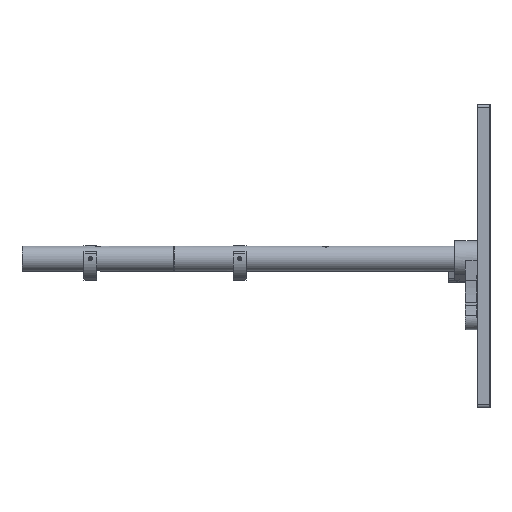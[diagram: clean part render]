
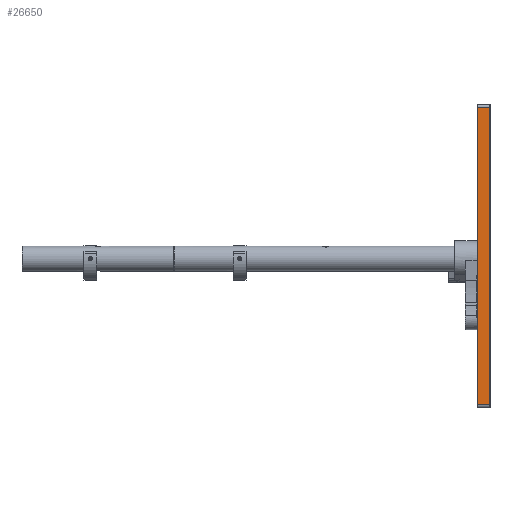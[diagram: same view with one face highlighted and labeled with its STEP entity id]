
A CAD part, left-side view. The second image highlights one B-rep face of the part: STEP entity #26650.
In plain terms, the highlighted planar face has unit normal (-1, 0, 0).
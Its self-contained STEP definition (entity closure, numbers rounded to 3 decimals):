
#2514 = VERTEX_POINT ( 'NONE', #3259 ) ;
#2591 = EDGE_LOOP ( 'NONE', ( #3935, #19831, #6528, #31666 ) ) ;
#3259 = CARTESIAN_POINT ( 'NONE',  ( -228.6, 12.4, -149.4 ) ) ;
#3446 = FACE_OUTER_BOUND ( 'NONE', #2591, .T. ) ;
#3935 = ORIENTED_EDGE ( 'NONE', *, *, #34520, .T. ) ;
#4881 = VECTOR ( 'NONE', #44738, 1000. ) ;
#5940 = VECTOR ( 'NONE', #29503, 1000. ) ;
#6528 = ORIENTED_EDGE ( 'NONE', *, *, #24741, .F. ) ;
#9657 = CARTESIAN_POINT ( 'NONE',  ( -228.6, 12.4, 149.4 ) ) ;
#11185 = CARTESIAN_POINT ( 'NONE',  ( -228.6, 0.3, 149.4 ) ) ;
#11803 = DIRECTION ( 'NONE',  ( 0., 0., -1. ) ) ;
#13527 = LINE ( 'NONE', #9657, #5940 ) ;
#14587 = CARTESIAN_POINT ( 'NONE',  ( -228.6, 12.7, 149.4 ) ) ;
#15161 = VECTOR ( 'NONE', #47545, 1000. ) ;
#19831 = ORIENTED_EDGE ( 'NONE', *, *, #37172, .T. ) ;
#20015 = VERTEX_POINT ( 'NONE', #41844 ) ;
#20901 = DIRECTION ( 'NONE',  ( 1., 0., 0. ) ) ;
#22141 = VECTOR ( 'NONE', #34456, 1000. ) ;
#24741 = EDGE_CURVE ( 'NONE', #34292, #44296, #47004, .T. ) ;
#26650 = ADVANCED_FACE ( 'NONE', ( #3446 ), #28324, .F. ) ;
#28324 = PLANE ( 'NONE',  #51486 ) ;
#29412 = CARTESIAN_POINT ( 'NONE',  ( -228.6, 12.7, 149.4 ) ) ;
#29503 = DIRECTION ( 'NONE',  ( 0., 0., -1. ) ) ;
#31666 = ORIENTED_EDGE ( 'NONE', *, *, #53201, .T. ) ;
#34292 = VERTEX_POINT ( 'NONE', #38402 ) ;
#34456 = DIRECTION ( 'NONE',  ( 0., -1., 0. ) ) ;
#34520 = EDGE_CURVE ( 'NONE', #2514, #20015, #35289, .T. ) ;
#35289 = LINE ( 'NONE', #47355, #22141 ) ;
#36759 = LINE ( 'NONE', #11185, #4881 ) ;
#37172 = EDGE_CURVE ( 'NONE', #20015, #44296, #36759, .T. ) ;
#38402 = CARTESIAN_POINT ( 'NONE',  ( -228.6, 12.4, 149.4 ) ) ;
#41844 = CARTESIAN_POINT ( 'NONE',  ( -228.6, 0.3, -149.4 ) ) ;
#44296 = VERTEX_POINT ( 'NONE', #51177 ) ;
#44738 = DIRECTION ( 'NONE',  ( 0., 0., 1. ) ) ;
#47004 = LINE ( 'NONE', #14587, #15161 ) ;
#47355 = CARTESIAN_POINT ( 'NONE',  ( -228.6, 12.7, -149.4 ) ) ;
#47545 = DIRECTION ( 'NONE',  ( 0., -1., 0. ) ) ;
#51177 = CARTESIAN_POINT ( 'NONE',  ( -228.6, 0.3, 149.4 ) ) ;
#51486 = AXIS2_PLACEMENT_3D ( 'NONE', #29412, #20901, #11803 ) ;
#53201 = EDGE_CURVE ( 'NONE', #34292, #2514, #13527, .T. ) ;
